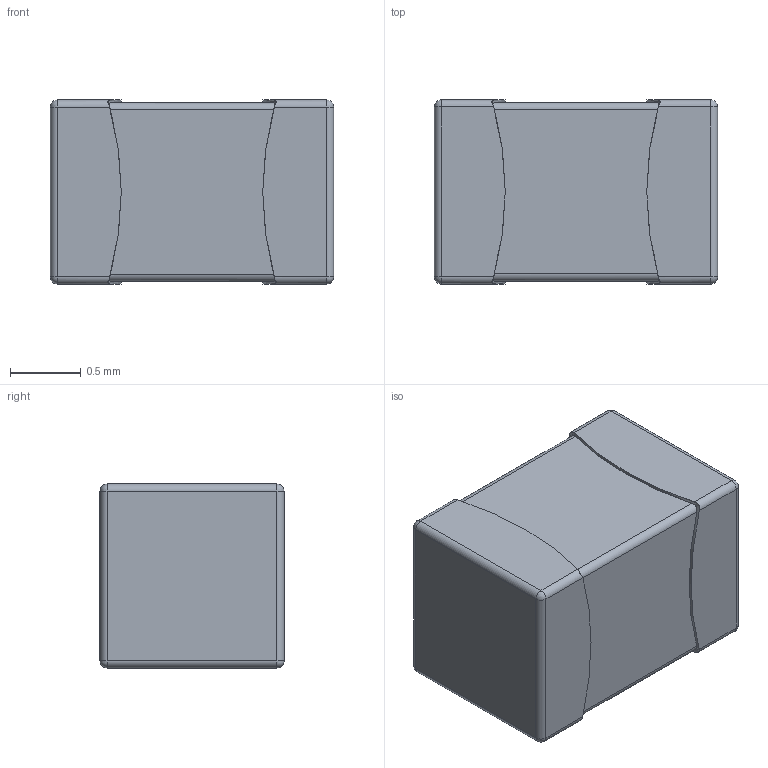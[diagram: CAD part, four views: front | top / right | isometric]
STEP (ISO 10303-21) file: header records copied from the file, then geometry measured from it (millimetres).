
FILE_DESCRIPTION (( 'STEP AP214' ), '1' );
FILE_NAME ('cap0805.STEP', '2022-02-28T02:57:09', ( '' ), ( '' ), 'SwSTEP 2.0', 'SolidWorks 2021', '' );
FILE_SCHEMA (( 'AUTOMOTIVE_DESIGN' ));
Length unit declared in the file: millimetre
Products named in the file (5): U1.step; SOLID.step; 3D_PCB1_2022-02-28 (4).step; cap0805; C0805.step
Assembly tree (4 placements, depth 5):
  cap0805
    3D_PCB1_2022-02-28 (4).step
      U1.step
        C0805.step
          SOLID.step
Bounding box: 2 x 1.3 x 1.3 mm (x, y, z)
Volume: 3.3 mm3; surface area: 13.4 mm2
Topology: 1 solids, 1 shells, 141 faces, 356 edges, 216 vertices
Faces by surface type: plane 75, cylinder 44, bspline 14, sphere 8
Entity records: 5936 total; most frequent: CARTESIAN_POINT 1870, ORIENTED_EDGE 696, DIRECTION 594, EDGE_CURVE 348, VERTEX_POINT 216, VECTOR 208, LINE 208, AXIS2_PLACEMENT_3D 193
